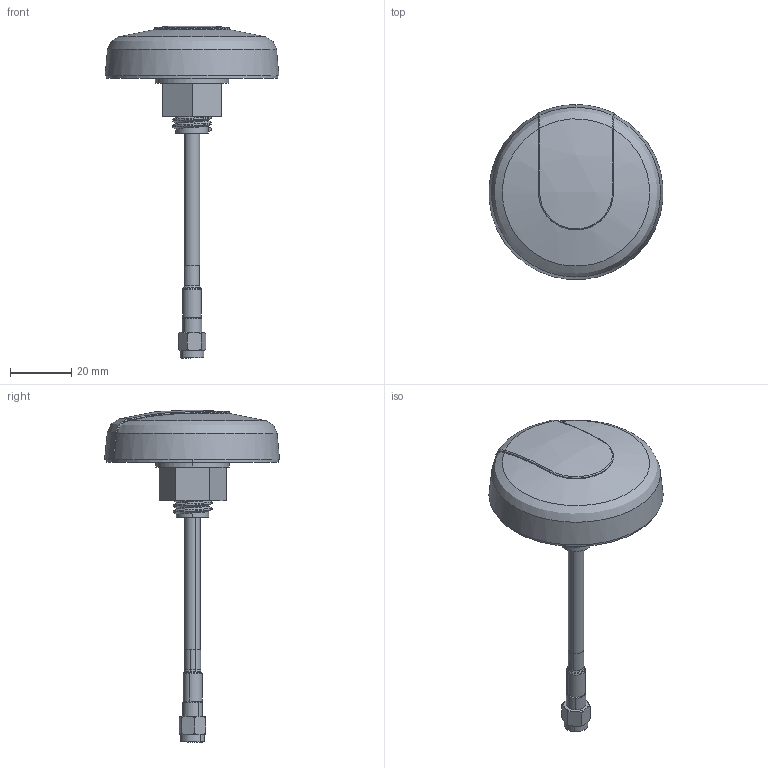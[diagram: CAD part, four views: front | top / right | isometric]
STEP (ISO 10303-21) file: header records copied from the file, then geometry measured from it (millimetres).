
FILE_DESCRIPTION (( 'STEP AP214' ), '1' );
FILE_NAME ('G35.A.305111_Web.STEP', '2024-02-06T10:13:21', ( '' ), ( '' ), 'SwSTEP 2.0', 'SolidWorks 2022', '' );
FILE_SCHEMA (( 'AUTOMOTIVE_DESIGN' ));
Length unit declared in the file: millimetre
Products named in the file (1): G35.A.305111_Web
Bounding box: 56.84 x 57.2 x 108.54 mm (x, y, z)
Surface area: 13861.9 mm2 (no closed solid volume)
Topology: 0 solids, 14 shells, 118 faces, 323 edges, 223 vertices
Faces by surface type: cylinder 42, plane 30, bspline 18, cone 14, torus 12, sphere 2
Entity records: 9577 total; most frequent: CARTESIAN_POINT 5486, ORIENTED_EDGE 556, DIRECTION 553, EDGE_CURVE 323, AXIS2_PLACEMENT_3D 224, VERTEX_POINT 223, EDGE_LOOP 134, CIRCLE 123
